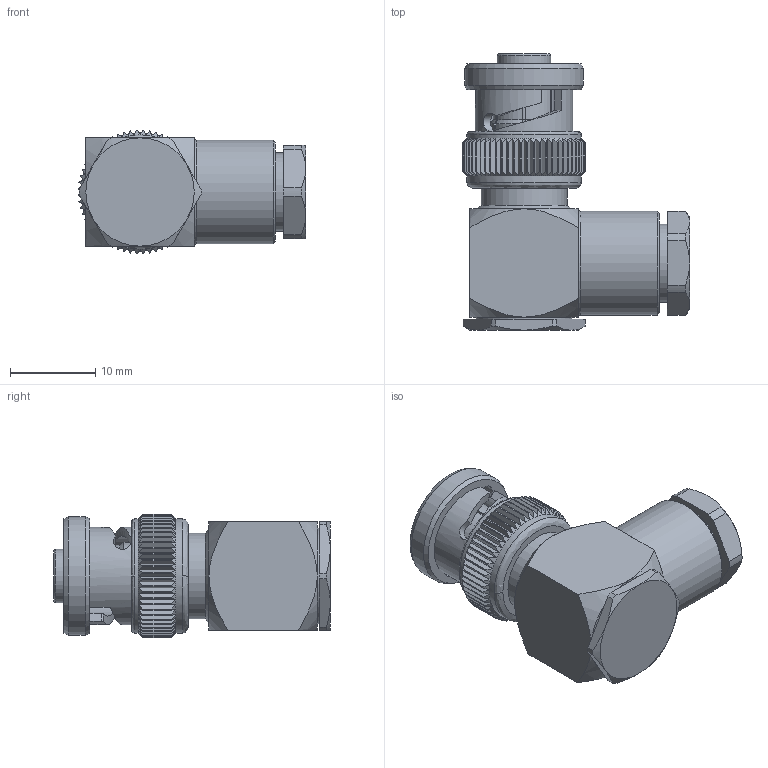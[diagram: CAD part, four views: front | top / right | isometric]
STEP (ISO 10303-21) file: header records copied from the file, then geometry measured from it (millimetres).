
FILE_DESCRIPTION (( 'STEP AP203' ), '1' );
FILE_NAME ('PE4710_3D.step', '2021-05-04T15:52:52', ( '' ), ( '' ), 'SwSTEP 2.0', 'SolidWorks 2020', '' );
FILE_SCHEMA (( 'CONFIG_CONTROL_DESIGN' ));
Length unit declared in the file: inch
Products named in the file (1): PE4710_3D
Bounding box: 26.65 x 32.42 x 14.46 mm (x, y, z)
Volume: 5243.7 mm3; surface area: 3725.5 mm2
Topology: 1 solids, 1 shells, 470 faces, 1077 edges, 622 vertices
Faces by surface type: plane 187, cone 154, cylinder 109, bspline 12, torus 8
Full cylindrical faces by diameter (mm): 1.334 x1, 2.054 x1, 2.129 x1, 3 x1, 4.879 x1, 6.25 x1, 7.877 x1, 8.569 x1, 9.157 x1, 9.395 x1, 10.083 x1, 11.176 x1, 11.395 x1, 12.192 x1, 13.38 x2, 13.922 x1
Entity records: 14924 total; most frequent: CARTESIAN_POINT 4927, ORIENTED_EDGE 2084, DIRECTION 2016, EDGE_CURVE 1042, AXIS2_PLACEMENT_3D 849, VERTEX_POINT 612, EDGE_LOOP 512, FACE_OUTER_BOUND 489
